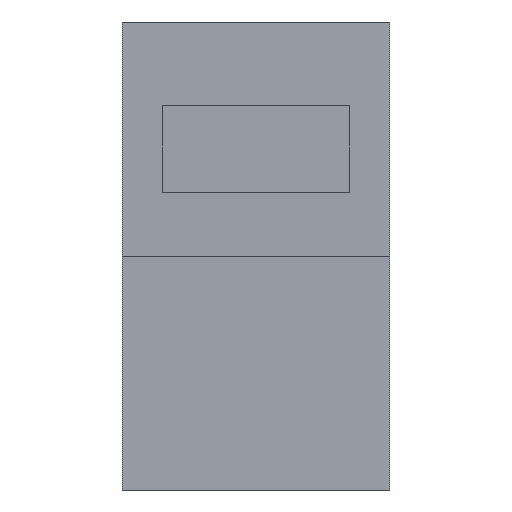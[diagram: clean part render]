
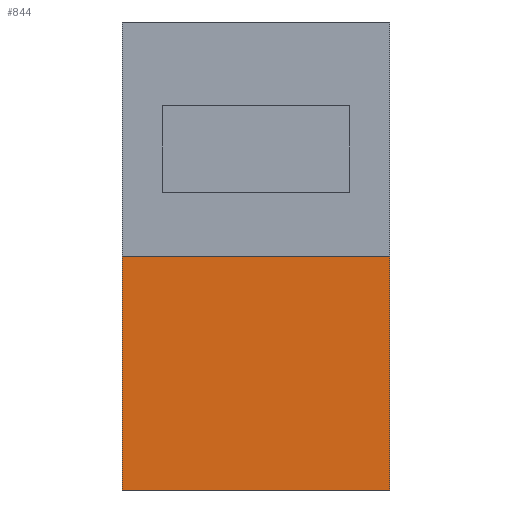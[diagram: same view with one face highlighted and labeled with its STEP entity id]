
A CAD part, front view. The second image highlights one B-rep face of the part: STEP entity #844.
In plain terms, the highlighted planar face has unit normal (0, -1, 0).
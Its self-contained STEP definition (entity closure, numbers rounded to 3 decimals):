
#86=FACE_OUTER_BOUND('',#140,.T.);
#140=EDGE_LOOP('',(#749,#750,#751,#752));
#233=LINE('',#1346,#335);
#241=LINE('',#1362,#343);
#243=LINE('',#1365,#345);
#244=LINE('',#1366,#346);
#335=VECTOR('',#1110,10.);
#343=VECTOR('',#1124,10.);
#345=VECTOR('',#1128,10.);
#346=VECTOR('',#1129,10.);
#416=VERTEX_POINT('',#1343);
#417=VERTEX_POINT('',#1345);
#421=VERTEX_POINT('',#1359);
#422=VERTEX_POINT('',#1361);
#525=EDGE_CURVE('',#417,#416,#233,.T.);
#533=EDGE_CURVE('',#421,#422,#241,.T.);
#535=EDGE_CURVE('',#421,#417,#243,.T.);
#536=EDGE_CURVE('',#416,#422,#244,.T.);
#749=ORIENTED_EDGE('',*,*,#535,.T.);
#750=ORIENTED_EDGE('',*,*,#525,.T.);
#751=ORIENTED_EDGE('',*,*,#536,.T.);
#752=ORIENTED_EDGE('',*,*,#533,.F.);
#800=PLANE('',#915);
#844=ADVANCED_FACE('',(#86),#800,.F.);
#915=AXIS2_PLACEMENT_3D('',#1364,#1126,#1127);
#1110=DIRECTION('',(1.,0.,0.));
#1124=DIRECTION('',(1.,0.,0.));
#1126=DIRECTION('center_axis',(0.,1.,0.));
#1127=DIRECTION('ref_axis',(0.,0.,1.));
#1128=DIRECTION('',(0.,0.,-1.));
#1129=DIRECTION('',(0.,0.,1.));
#1343=CARTESIAN_POINT('',(8.,-5.5,0.));
#1345=CARTESIAN_POINT('',(0.,-5.5,0.));
#1346=CARTESIAN_POINT('',(0.,-5.5,0.));
#1359=CARTESIAN_POINT('',(0.,-5.5,7.));
#1361=CARTESIAN_POINT('',(8.,-5.5,7.));
#1362=CARTESIAN_POINT('',(0.,-5.5,7.));
#1364=CARTESIAN_POINT('Origin',(0.,-5.5,0.));
#1365=CARTESIAN_POINT('',(0.,-5.5,7.));
#1366=CARTESIAN_POINT('',(8.,-5.5,7.));
